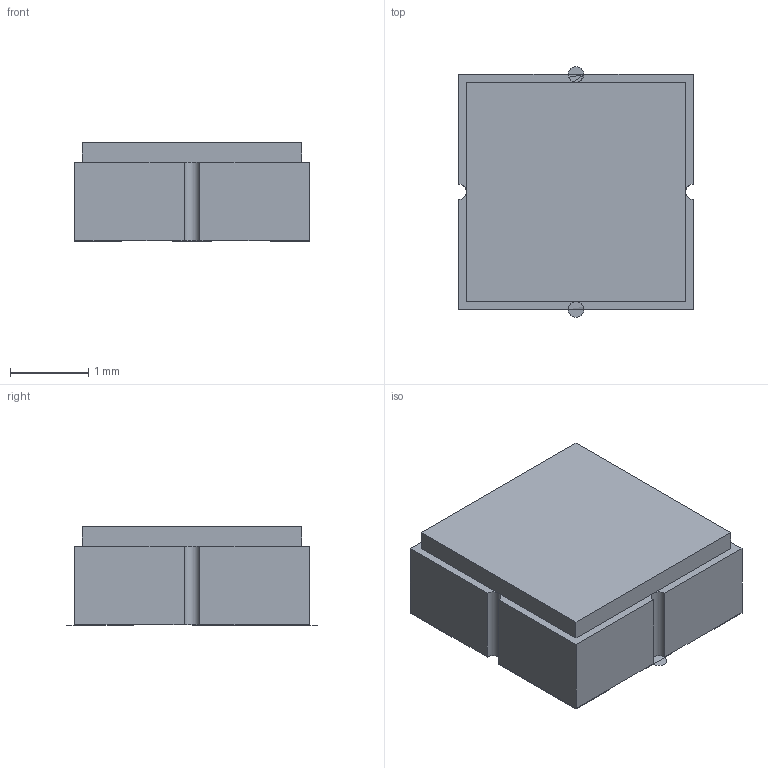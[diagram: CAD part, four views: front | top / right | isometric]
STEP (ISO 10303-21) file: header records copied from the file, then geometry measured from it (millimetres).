
FILE_DESCRIPTION(('FreeCAD Model'),'2;1');
FILE_NAME('Open CASCADE Shape Model','2022-03-07T22:23:22',('Author'),( ''),'Open CASCADE STEP processor 7.5','FreeCAD','Unknown');
FILE_SCHEMA(('AUTOMOTIVE_DESIGN { 1 0 10303 214 1 1 1 1 }'));
Length unit declared in the file: millimetre
Products named in the file (1): Body
Bounding box: 3 x 3.2 x 1.26 mm (x, y, z)
Volume: 10.9 mm3; surface area: 33.4 mm2
Topology: 1 solids, 1 shells, 57 faces, 140 edges, 85 vertices
Faces by surface type: plane 50, cylinder 7
Entity records: 3481 total; most frequent: CARTESIAN_POINT 581, DIRECTION 549, LINE 391, VECTOR 391, ORIENTED_EDGE 280, PCURVE 280, DEFINITIONAL_REPRESENTATION 280, EDGE_CURVE 140
